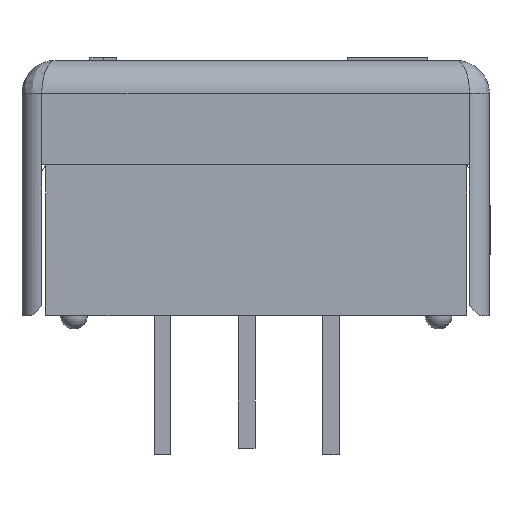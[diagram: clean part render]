
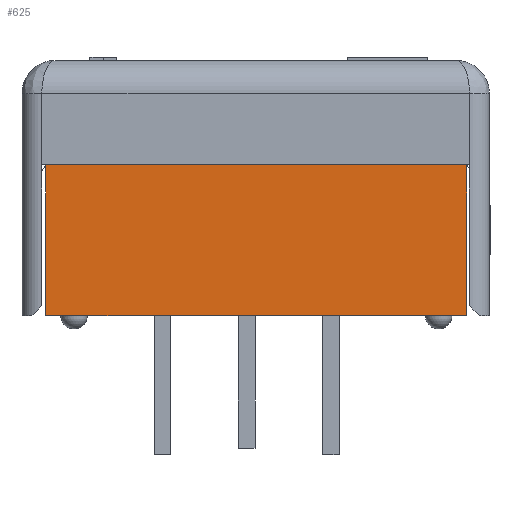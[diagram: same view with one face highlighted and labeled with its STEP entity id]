
A CAD part, front view. The second image highlights one B-rep face of the part: STEP entity #625.
In plain terms, the highlighted planar face has unit normal (0, -1, 0).
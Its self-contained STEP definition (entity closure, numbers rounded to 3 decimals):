
#5=DIRECTION('',(1.,0.,0.));
#6=VECTOR('',#5,12.7);
#7=CARTESIAN_POINT('',(-6.35,-3.75,0.));
#8=LINE('',#7,#6);
#89=DIRECTION('',(1.,0.,0.));
#90=VECTOR('',#89,12.7);
#91=CARTESIAN_POINT('',(-6.35,-3.75,4.55));
#92=LINE('',#91,#90);
#93=DIRECTION('',(0.,0.,-1.));
#94=VECTOR('',#93,4.55);
#95=CARTESIAN_POINT('',(6.35,-3.75,4.55));
#96=LINE('',#95,#94);
#97=DIRECTION('',(0.,0.,1.));
#98=VECTOR('',#97,4.55);
#99=CARTESIAN_POINT('',(-6.35,-3.75,0.));
#100=LINE('',#99,#98);
#406=CARTESIAN_POINT('',(-6.35,-3.75,0.));
#408=VERTEX_POINT('',#406);
#409=CARTESIAN_POINT('',(6.35,-3.75,0.));
#410=VERTEX_POINT('',#409);
#521=CARTESIAN_POINT('',(-6.35,-3.75,4.55));
#522=CARTESIAN_POINT('',(6.35,-3.75,4.55));
#523=VERTEX_POINT('',#521);
#524=VERTEX_POINT('',#522);
#611=CARTESIAN_POINT('',(-6.35,-3.75,0.));
#612=DIRECTION('',(0.,-1.,0.));
#613=DIRECTION('',(1.,0.,0.));
#614=AXIS2_PLACEMENT_3D('',#611,#612,#613);
#615=PLANE('',#614);
#617=ORIENTED_EDGE('',*,*,#616,.T.);
#619=ORIENTED_EDGE('',*,*,#618,.T.);
#620=ORIENTED_EDGE('',*,*,#552,.F.);
#622=ORIENTED_EDGE('',*,*,#621,.T.);
#623=EDGE_LOOP('',(#617,#619,#620,#622));
#624=FACE_OUTER_BOUND('',#623,.F.);
#625=ADVANCED_FACE('',(#624),#615,.T.);
#552=EDGE_CURVE('',#408,#410,#8,.T.);
#616=EDGE_CURVE('',#523,#524,#92,.T.);
#618=EDGE_CURVE('',#524,#410,#96,.T.);
#621=EDGE_CURVE('',#408,#523,#100,.T.);
